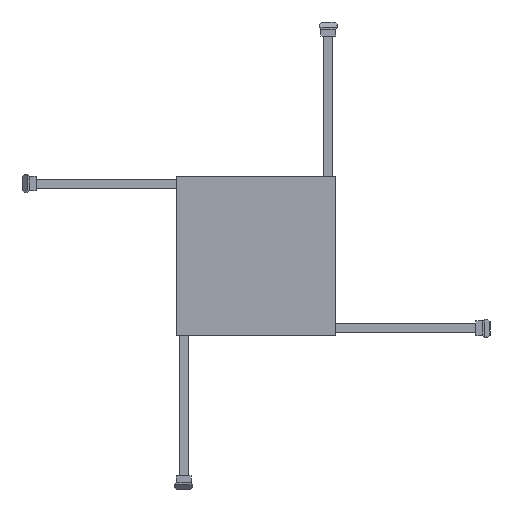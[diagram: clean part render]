
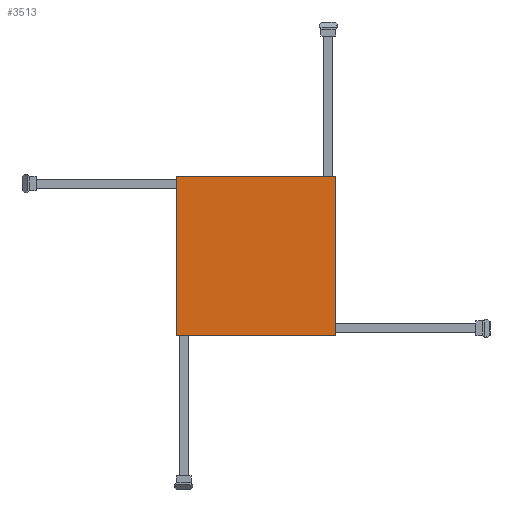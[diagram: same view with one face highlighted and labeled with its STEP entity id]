
A CAD part, top view. The second image highlights one B-rep face of the part: STEP entity #3513.
In plain terms, the highlighted planar face has unit normal (0, 0, 1).
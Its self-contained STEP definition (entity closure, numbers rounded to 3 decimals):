
#924 = VERTEX_POINT('',#925);
#925 = CARTESIAN_POINT('',(-17.78,-17.78,0.));
#933 = VERTEX_POINT('',#934);
#934 = CARTESIAN_POINT('',(-17.78,17.78,0.));
#940 = EDGE_CURVE('',#924,#933,#941,.T.);
#941 = LINE('',#942,#943);
#942 = CARTESIAN_POINT('',(-17.78,-17.78,0.));
#943 = VECTOR('',#944,1.);
#944 = DIRECTION('',(0.,1.,0.));
#955 = VERTEX_POINT('',#956);
#956 = CARTESIAN_POINT('',(17.78,-17.78,0.));
#964 = EDGE_CURVE('',#955,#924,#965,.T.);
#965 = LINE('',#966,#967);
#966 = CARTESIAN_POINT('',(17.78,-17.78,0.));
#967 = VECTOR('',#968,1.);
#968 = DIRECTION('',(-1.,0.,0.));
#981 = VERTEX_POINT('',#982);
#982 = CARTESIAN_POINT('',(17.78,17.78,0.));
#988 = EDGE_CURVE('',#933,#981,#989,.T.);
#989 = LINE('',#990,#991);
#990 = CARTESIAN_POINT('',(-17.78,17.78,0.));
#991 = VECTOR('',#992,1.);
#992 = DIRECTION('',(1.,0.,0.));
#1005 = EDGE_CURVE('',#981,#955,#1006,.T.);
#1006 = LINE('',#1007,#1008);
#1007 = CARTESIAN_POINT('',(17.78,17.78,0.));
#1008 = VECTOR('',#1009,1.);
#1009 = DIRECTION('',(0.,-1.,0.));
#3513 = ADVANCED_FACE('',(#3514),#3520,.F.);
#3514 = FACE_BOUND('',#3515,.T.);
#3515 = EDGE_LOOP('',(#3516,#3517,#3518,#3519));
#3516 = ORIENTED_EDGE('',*,*,#940,.F.);
#3517 = ORIENTED_EDGE('',*,*,#964,.F.);
#3518 = ORIENTED_EDGE('',*,*,#1005,.F.);
#3519 = ORIENTED_EDGE('',*,*,#988,.F.);
#3520 = PLANE('',#3521);
#3521 = AXIS2_PLACEMENT_3D('',#3522,#3523,#3524);
#3522 = CARTESIAN_POINT('',(0.,0.,0.));
#3523 = DIRECTION('',(0.,0.,-1.));
#3524 = DIRECTION('',(-1.,-0.,0.));
